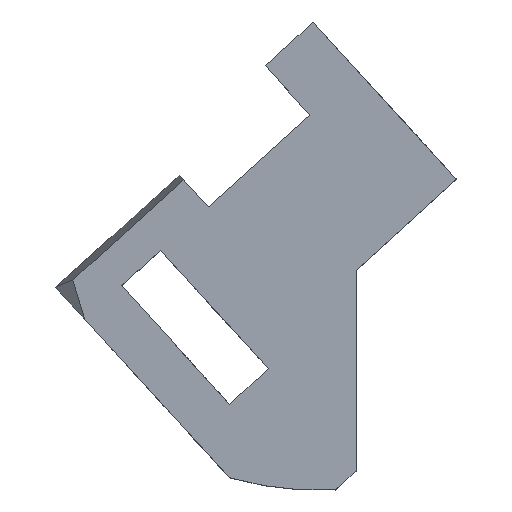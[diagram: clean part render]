
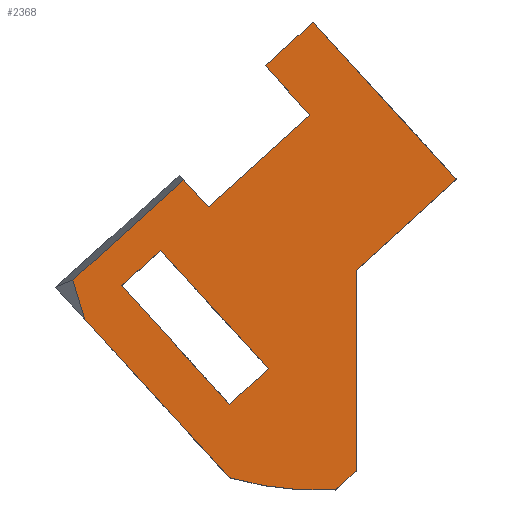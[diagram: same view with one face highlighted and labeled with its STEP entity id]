
A CAD part, top view. The second image highlights one B-rep face of the part: STEP entity #2368.
In plain terms, the highlighted planar face has unit normal (0, 0, 1).
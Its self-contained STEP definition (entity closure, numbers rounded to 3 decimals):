
#269 = VERTEX_POINT ( 'NONE', #1018 ) ;
#270 = VERTEX_POINT ( 'NONE', #1019 ) ;
#271 = VERTEX_POINT ( 'NONE', #1020 ) ;
#274 = VERTEX_POINT ( 'NONE', #1023 ) ;
#275 = VERTEX_POINT ( 'NONE', #1024 ) ;
#276 = VERTEX_POINT ( 'NONE', #1025 ) ;
#277 = VERTEX_POINT ( 'NONE', #1026 ) ;
#278 = VERTEX_POINT ( 'NONE', #1027 ) ;
#279 = VERTEX_POINT ( 'NONE', #1028 ) ;
#280 = VERTEX_POINT ( 'NONE', #1029 ) ;
#283 = VERTEX_POINT ( 'NONE', #1032 ) ;
#284 = VERTEX_POINT ( 'NONE', #1033 ) ;
#285 = VERTEX_POINT ( 'NONE', #1034 ) ;
#286 = VERTEX_POINT ( 'NONE', #1035 ) ;
#287 = VERTEX_POINT ( 'NONE', #1036 ) ;
#288 = VERTEX_POINT ( 'NONE', #1037 ) ;
#492 = ORIENTED_EDGE ( 'NONE', *, *, #2273, .T. ) ;
#493 = ORIENTED_EDGE ( 'NONE', *, *, #2278, .T. ) ;
#494 = ORIENTED_EDGE ( 'NONE', *, *, #2276, .T. ) ;
#495 = ORIENTED_EDGE ( 'NONE', *, *, #2274, .T. ) ;
#714 = EDGE_LOOP ( 'NONE', ( #494, #493, #492, #495 ) ) ;
#715 = EDGE_LOOP ( 'NONE', ( #848, #849, #850, #852, #851, #854, #853, #855, #856, #857, #858, #859 ) ) ;
#848 = ORIENTED_EDGE ( 'NONE', *, *, #2270, .T. ) ;
#849 = ORIENTED_EDGE ( 'NONE', *, *, #2282, .T. ) ;
#850 = ORIENTED_EDGE ( 'NONE', *, *, #2286, .F. ) ;
#851 = ORIENTED_EDGE ( 'NONE', *, *, #2284, .T. ) ;
#852 = ORIENTED_EDGE ( 'NONE', *, *, #2371, .F. ) ;
#853 = ORIENTED_EDGE ( 'NONE', *, *, #2255, .T. ) ;
#854 = ORIENTED_EDGE ( 'NONE', *, *, #2362, .T. ) ;
#855 = ORIENTED_EDGE ( 'NONE', *, *, #2257, .T. ) ;
#856 = ORIENTED_EDGE ( 'NONE', *, *, #2258, .T. ) ;
#857 = ORIENTED_EDGE ( 'NONE', *, *, #2261, .T. ) ;
#858 = ORIENTED_EDGE ( 'NONE', *, *, #2266, .T. ) ;
#859 = ORIENTED_EDGE ( 'NONE', *, *, #2267, .T. ) ;
#1018 = CARTESIAN_POINT ( 'NONE',  ( -34.77, -11.139, -105.85 ) ) ;
#1019 = CARTESIAN_POINT ( 'NONE',  ( -33.02, -16.824, -105.85 ) ) ;
#1020 = CARTESIAN_POINT ( 'NONE',  ( -18.67, 3.371, -105.85 ) ) ;
#1023 = CARTESIAN_POINT ( 'NONE',  ( -22.058, -6.841, -105.85 ) ) ;
#1024 = CARTESIAN_POINT ( 'NONE',  ( -27.694, -11.979, -105.85 ) ) ;
#1025 = CARTESIAN_POINT ( 'NONE',  ( -12.035, -29.15, -105.85 ) ) ;
#1026 = CARTESIAN_POINT ( 'NONE',  ( -6.401, -24.014, -105.85 ) ) ;
#1027 = CARTESIAN_POINT ( 'NONE',  ( -15.142, -0.543, -105.85 ) ) ;
#1028 = CARTESIAN_POINT ( 'NONE',  ( -0.376, 12.764, -105.85 ) ) ;
#1029 = CARTESIAN_POINT ( 'NONE',  ( -6.852, 19.949, -105.85 ) ) ;
#1032 = CARTESIAN_POINT ( 'NONE',  ( 0.105, 26.292, -105.85 ) ) ;
#1033 = CARTESIAN_POINT ( 'NONE',  ( 20.877, 3.508, -105.85 ) ) ;
#1034 = CARTESIAN_POINT ( 'NONE',  ( 6.346, -9.739, -105.85 ) ) ;
#1035 = CARTESIAN_POINT ( 'NONE',  ( 6.346, -38.822, -105.85 ) ) ;
#1036 = CARTESIAN_POINT ( 'NONE',  ( -12.053, -39.815, -105.85 ) ) ;
#1037 = CARTESIAN_POINT ( 'NONE',  ( 3.323, -41.578, -105.85 ) ) ;
#1498 = LINE ( 'NONE', #1499, #2059 ) ;
#1499 = CARTESIAN_POINT ( 'NONE',  ( 3.323, -41.578, -105.85 ) ) ;
#1500 = DIRECTION ( 'NONE',  ( 0.739, 0.674, 0. ) ) ;
#1504 = LINE ( 'NONE', #1505, #2061 ) ;
#1505 = CARTESIAN_POINT ( 'NONE',  ( 6.346, -7.676, -105.85 ) ) ;
#1506 = DIRECTION ( 'NONE',  ( 0., 1., 0. ) ) ;
#1507 = LINE ( 'NONE', #1508, #2062 ) ;
#1508 = CARTESIAN_POINT ( 'NONE',  ( 6.346, -9.739, -105.85 ) ) ;
#1509 = DIRECTION ( 'NONE',  ( 0.739, 0.674, 0. ) ) ;
#1516 = LINE ( 'NONE', #1517, #2065 ) ;
#1517 = CARTESIAN_POINT ( 'NONE',  ( 20.877, 3.508, -105.85 ) ) ;
#1518 = DIRECTION ( 'NONE',  ( -0.674, 0.739, 0. ) ) ;
#1531 = LINE ( 'NONE', #1532, #2070 ) ;
#1532 = CARTESIAN_POINT ( 'NONE',  ( 0.105, 26.292, -105.85 ) ) ;
#1533 = DIRECTION ( 'NONE',  ( -0.739, -0.674, 0. ) ) ;
#1534 = LINE ( 'NONE', #1535, #2071 ) ;
#1535 = CARTESIAN_POINT ( 'NONE',  ( -6.852, 19.949, -105.85 ) ) ;
#1536 = DIRECTION ( 'NONE',  ( 0.669, -0.743, 0. ) ) ;
#1543 = LINE ( 'NONE', #1544, #2074 ) ;
#1544 = CARTESIAN_POINT ( 'NONE',  ( -0.376, 12.764, -105.85 ) ) ;
#1545 = DIRECTION ( 'NONE',  ( -0.743, -0.669, 0. ) ) ;
#1552 = LINE ( 'NONE', #1553, #2077 ) ;
#1553 = CARTESIAN_POINT ( 'NONE',  ( -6.401, -24.014, -105.85 ) ) ;
#1554 = DIRECTION ( 'NONE',  ( -0.739, -0.674, 0. ) ) ;
#1555 = LINE ( 'NONE', #1556, #2078 ) ;
#1556 = CARTESIAN_POINT ( 'NONE',  ( -12.035, -29.15, -105.85 ) ) ;
#1557 = DIRECTION ( 'NONE',  ( -0.674, 0.739, 0. ) ) ;
#1561 = LINE ( 'NONE', #1562, #2081 ) ;
#1562 = CARTESIAN_POINT ( 'NONE',  ( -27.694, -11.979, -105.85 ) ) ;
#1563 = DIRECTION ( 'NONE',  ( 0.739, 0.674, 0. ) ) ;
#1567 = LINE ( 'NONE', #1568, #2084 ) ;
#1568 = CARTESIAN_POINT ( 'NONE',  ( -22.058, -6.841, -105.85 ) ) ;
#1569 = DIRECTION ( 'NONE',  ( 0.674, -0.739, 0. ) ) ;
#1581 = LINE ( 'NONE', #1582, #2085 ) ;
#1582 = CARTESIAN_POINT ( 'NONE',  ( -15.142, -0.543, -105.85 ) ) ;
#1583 = DIRECTION ( 'NONE',  ( -0.669, 0.743, 0. ) ) ;
#1587 = LINE ( 'NONE', #1588, #2087 ) ;
#1588 = CARTESIAN_POINT ( 'NONE',  ( -33.02, -16.824, -105.85 ) ) ;
#1589 = DIRECTION ( 'NONE',  ( 0.674, -0.739, 0. ) ) ;
#1593 = LINE ( 'NONE', #1594, #2091 ) ;
#1594 = CARTESIAN_POINT ( 'NONE',  ( -27.719, -4.784, -105.85 ) ) ;
#1595 = DIRECTION ( 'NONE',  ( 0.743, 0.669, 0. ) ) ;
#1819 = CARTESIAN_POINT ( 'NONE',  ( 0.858, 4.856, -105.85 ) ) ;
#1823 = DIRECTION ( 'NONE',  ( 0., 0., 1. ) ) ;
#1824 = DIRECTION ( 'NONE',  ( 1., 0., 0. ) ) ;
#1844 = PLANE ( 'NONE',  #2181 ) ;
#1845 = CARTESIAN_POINT ( 'NONE',  ( -35.104, 26.699, -105.85 ) ) ;
#1846 = DIRECTION ( 'NONE',  ( 0., 0., 1. ) ) ;
#1847 = DIRECTION ( 'NONE',  ( 0., -1., 0. ) ) ;
#1856 = LINE ( 'NONE', #1857, #2183 ) ;
#1857 = CARTESIAN_POINT ( 'NONE',  ( -33.895, -13.981, -105.85 ) ) ;
#1858 = DIRECTION ( 'NONE',  ( -0.294, 0.956, 0. ) ) ;
#2059 = VECTOR ( 'NONE', #1500, 1000. ) ;
#2061 = VECTOR ( 'NONE', #1506, 1000. ) ;
#2062 = VECTOR ( 'NONE', #1509, 1000. ) ;
#2065 = VECTOR ( 'NONE', #1518, 1000. ) ;
#2070 = VECTOR ( 'NONE', #1533, 1000. ) ;
#2071 = VECTOR ( 'NONE', #1536, 1000. ) ;
#2074 = VECTOR ( 'NONE', #1545, 1000. ) ;
#2077 = VECTOR ( 'NONE', #1554, 1000. ) ;
#2078 = VECTOR ( 'NONE', #1557, 1000. ) ;
#2081 = VECTOR ( 'NONE', #1563, 1000. ) ;
#2084 = VECTOR ( 'NONE', #1569, 1000. ) ;
#2085 = VECTOR ( 'NONE', #1583, 1000. ) ;
#2087 = VECTOR ( 'NONE', #1589, 1000. ) ;
#2091 = VECTOR ( 'NONE', #1595, 1000. ) ;
#2163 = AXIS2_PLACEMENT_3D ( 'NONE', #1819, #1823, #1824 ) ;
#2173 = FACE_OUTER_BOUND ( 'NONE', #715, .T. ) ;
#2176 = FACE_BOUND ( 'NONE', #714, .T. ) ;
#2181 = AXIS2_PLACEMENT_3D ( 'NONE', #1845, #1846, #1847 ) ;
#2183 = VECTOR ( 'NONE', #1858, 1000. ) ;
#2255 = EDGE_CURVE ( 'NONE', #288, #286, #1498, .T. ) ;
#2257 = EDGE_CURVE ( 'NONE', #286, #285, #1504, .T. ) ;
#2258 = EDGE_CURVE ( 'NONE', #285, #284, #1507, .T. ) ;
#2261 = EDGE_CURVE ( 'NONE', #284, #283, #1516, .T. ) ;
#2266 = EDGE_CURVE ( 'NONE', #283, #280, #1531, .T. ) ;
#2267 = EDGE_CURVE ( 'NONE', #280, #279, #1534, .T. ) ;
#2270 = EDGE_CURVE ( 'NONE', #279, #278, #1543, .T. ) ;
#2273 = EDGE_CURVE ( 'NONE', #277, #276, #1552, .T. ) ;
#2274 = EDGE_CURVE ( 'NONE', #276, #275, #1555, .T. ) ;
#2276 = EDGE_CURVE ( 'NONE', #275, #274, #1561, .T. ) ;
#2278 = EDGE_CURVE ( 'NONE', #274, #277, #1567, .T. ) ;
#2282 = EDGE_CURVE ( 'NONE', #278, #271, #1581, .T. ) ;
#2284 = EDGE_CURVE ( 'NONE', #270, #287, #1587, .T. ) ;
#2286 = EDGE_CURVE ( 'NONE', #269, #271, #1593, .T. ) ;
#2362 = EDGE_CURVE ( 'NONE', #287, #288, #2472, .T. ) ;
#2368 = ADVANCED_FACE ( 'NONE', ( #2176, #2173 ), #1844, .T. ) ;
#2371 = EDGE_CURVE ( 'NONE', #270, #269, #1856, .T. ) ;
#2472 = CIRCLE ( 'NONE', #2163, 46.5 ) ;
